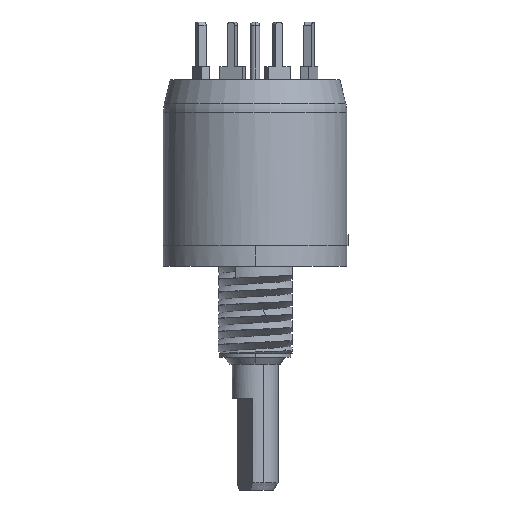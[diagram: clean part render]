
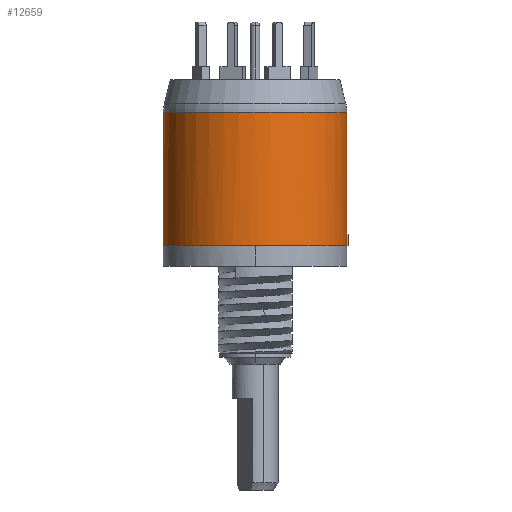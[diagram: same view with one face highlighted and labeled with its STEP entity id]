
A CAD part, front view. The second image highlights one B-rep face of the part: STEP entity #12659.
In plain terms, the highlighted cylindrical face has radius 6.35 mm (diameter 12.7 mm), a partial arc.
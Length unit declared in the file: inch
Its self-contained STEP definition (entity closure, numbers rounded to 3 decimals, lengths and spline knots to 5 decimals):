
#953=DIRECTION('',(0.,0.,1.));
#954=VECTOR('',#953,0.33398);
#955=CARTESIAN_POINT('',(0.25,0.,-0.008));
#956=LINE('',#955,#954);
#962=DIRECTION('',(0.,0.,-1.));
#963=VECTOR('',#962,0.36398);
#964=CARTESIAN_POINT('',(-0.25,0.,0.32598));
#965=LINE('',#964,#963);
#976=CARTESIAN_POINT('',(0.,0.,-0.038));
#977=DIRECTION('',(0.,0.,-1.));
#978=DIRECTION('',(1.,0.,0.));
#979=AXIS2_PLACEMENT_3D('',#976,#977,#978);
#981=CARTESIAN_POINT('',(0.,0.,0.32598));
#982=DIRECTION('',(0.,0.,-1.));
#983=DIRECTION('',(1.,0.,0.));
#984=AXIS2_PLACEMENT_3D('',#981,#982,#983);
#986=DIRECTION('',(0.,0.,-1.));
#987=VECTOR('',#986,0.03);
#988=CARTESIAN_POINT('',(0.25,0.,-0.008));
#989=LINE('',#988,#987);
#10364=CARTESIAN_POINT('',(0.25,0.,-0.008));
#10366=VERTEX_POINT('',#10364);
#10509=CARTESIAN_POINT('',(0.25,0.,0.32598));
#10510=VERTEX_POINT('',#10509);
#10521=CARTESIAN_POINT('',(-0.25,0.,0.32598));
#10522=VERTEX_POINT('',#10521);
#10546=CARTESIAN_POINT('',(0.25,0.,-0.038));
#10547=CARTESIAN_POINT('',(-0.25,0.,-0.038));
#10548=VERTEX_POINT('',#10546);
#10549=VERTEX_POINT('',#10547);
#12646=CARTESIAN_POINT('',(0.,0.,0.45225));
#12647=DIRECTION('',(0.,0.,-1.));
#12648=DIRECTION('',(1.,0.,0.));
#12649=AXIS2_PLACEMENT_3D('',#12646,#12647,#12648);
#12650=CYLINDRICAL_SURFACE('',#12649,0.25);
#12651=ORIENTED_EDGE('',*,*,#12621,.T.);
#12652=ORIENTED_EDGE('',*,*,#12604,.F.);
#12653=ORIENTED_EDGE('',*,*,#12557,.F.);
#12654=ORIENTED_EDGE('',*,*,#12601,.F.);
#12656=ORIENTED_EDGE('',*,*,#12655,.T.);
#12657=EDGE_LOOP('',(#12651,#12652,#12653,#12654,#12656));
#12658=FACE_OUTER_BOUND('',#12657,.F.);
#12659=ADVANCED_FACE('',(#12658),#12650,.T.);
#980=CIRCLE('',#979,0.25);
#985=CIRCLE('',#984,0.25);
#12557=EDGE_CURVE('',#10510,#10522,#985,.T.);
#12601=EDGE_CURVE('',#10366,#10510,#956,.T.);
#12604=EDGE_CURVE('',#10522,#10549,#965,.T.);
#12621=EDGE_CURVE('',#10548,#10549,#980,.T.);
#12655=EDGE_CURVE('',#10366,#10548,#989,.T.);
